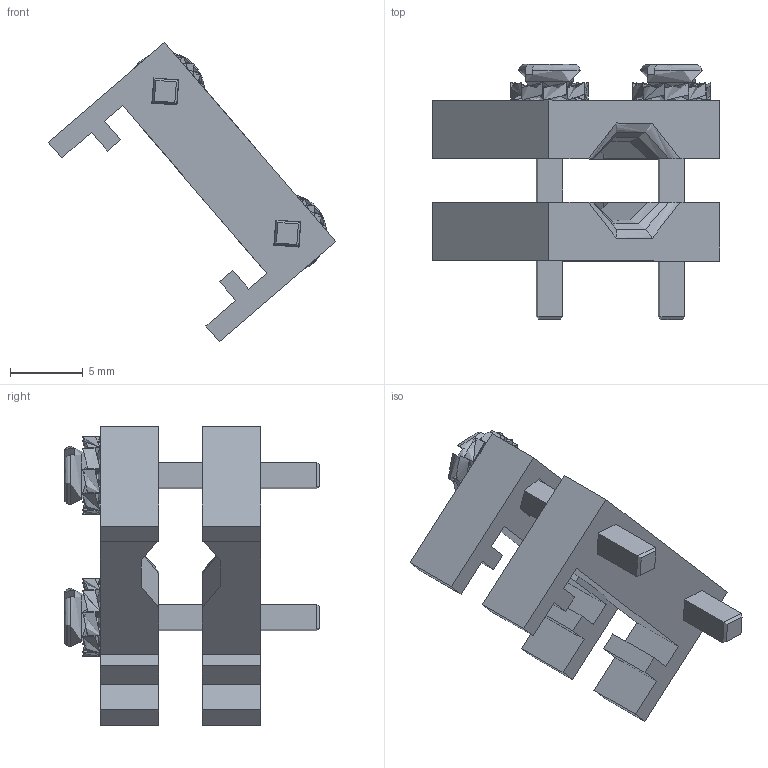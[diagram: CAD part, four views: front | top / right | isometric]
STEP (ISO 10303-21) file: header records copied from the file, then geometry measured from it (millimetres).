
FILE_DESCRIPTION(/* description */ ('Klemmmodul N° 3'),/* implementation_level */ '2;1');
FILE_NAME(/* name */ '00810334-RST.stp',/* time_stamp */ '2021-10-20T11:44:07+02:00',/* author */ ('sl'),/* organization */ (''),/* preprocessor_version */ 'ST-DEVELOPER v16.5',/* originating_system */ 'Autodesk Inventor 2017',/* authorisation */ '');
FILE_SCHEMA (('AUTOMOTIVE_DESIGN { 1 0 10303 214 3 1 1 }'));
Length unit declared in the file: millimetre
Products named in the file (5): 00810334; 00810334_1; 00810334_2; 00810334_3; 00810334_4
Assembly tree (6 placements, depth 2):
  00810334
    00810334_1  x2
    00810334_2  x2
    00810334_3
    00810334_4
Bounding box: 19.79 x 17.54 x 20.6 mm (x, y, z)
Volume: 1352.8 mm3
Topology: 6 solids, 8 shells, 282 faces, 720 edges, 454 vertices
Faces by surface type: plane 136, cylinder 92, bspline 40, torus 10, cone 4
Full cylindrical faces by diameter (mm): 2.4 x2, 2.45 x2, 2.79 x2, 2.83 x2, 4.35 x2
Entity records: 5619 total; most frequent: CARTESIAN_POINT 1475, ORIENTED_EDGE 838, DIRECTION 833, EDGE_CURVE 419, AXIS2_PLACEMENT_3D 305, VERTEX_POINT 271, LINE 223, VECTOR 223
